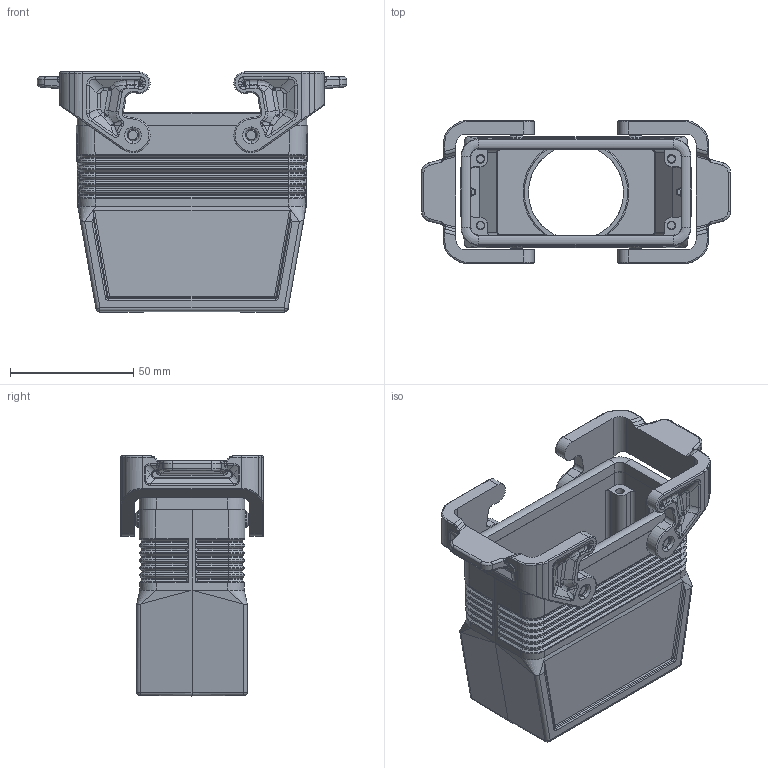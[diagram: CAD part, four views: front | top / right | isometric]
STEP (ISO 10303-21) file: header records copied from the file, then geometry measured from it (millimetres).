
FILE_DESCRIPTION(('Creo Elements/Direct Modeling STEP Export'),'2;1');
FILE_NAME('0ln7uvk5tno62t1968','2023-11-15T16:24:23',(''),(''),'Creo Elements/Direct Modeling STEP processor for AP214 (Solid Model)','Creo Elements/Direct Modeling 20.1B 02-Apr-2019 (C) Parametric Technology GmbH','');
FILE_SCHEMA(('AUTOMOTIVE_DESIGN { 1 0 10303 214 1 1 1 1 }'));
Products named in the file (2): JMPFV 16 G40
Assembly tree (1 placements, depth 2):
  JMPFV 16 G40
    JMPFV 16 G40
Bounding box: 125.5 x 58.07 x 97.45 mm (x, y, z)
Volume: 114023.3 mm3; surface area: 58542.9 mm2
Topology: 1 solids, 1 shells, 1209 faces, 2894 edges, 1686 vertices
Faces by surface type: cylinder 395, plane 334, bspline 272, torus 114, cone 80, sphere 14
Entity records: 91290 total; most frequent: CARTESIAN_POINT 56937, ORIENTED_EDGE 5744, DIRECTION 4373, EDGE_CURVE 2872, VERTEX_POINT 1686, AXIS2_PLACEMENT_3D 1609, EDGE_LOOP 1236, COLOUR_RGB 1210
